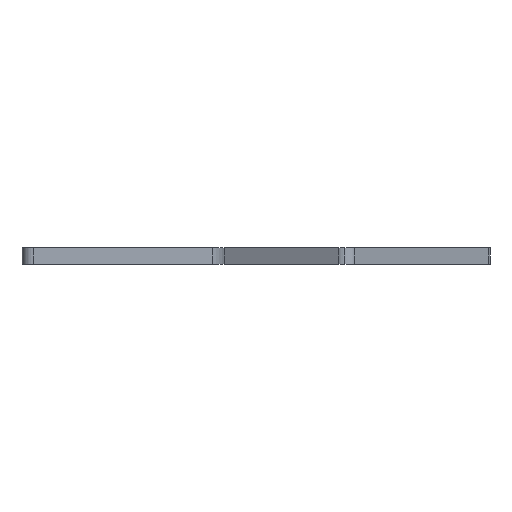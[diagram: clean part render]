
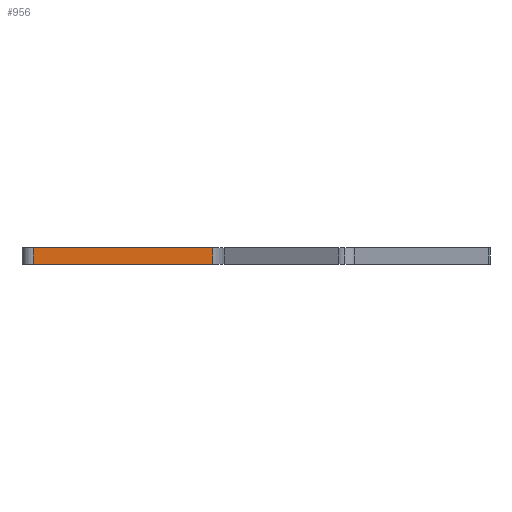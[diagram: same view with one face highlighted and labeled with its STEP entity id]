
A CAD part, left-side view. The second image highlights one B-rep face of the part: STEP entity #956.
In plain terms, the highlighted planar face has unit normal (-1, 0, 0).
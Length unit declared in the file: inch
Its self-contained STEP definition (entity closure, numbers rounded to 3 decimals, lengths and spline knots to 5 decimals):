
#64 = CARTESIAN_POINT ( 'NONE',  ( -1.5, 12.03534, 0.84 ) ) ;
#67 = VECTOR ( 'NONE', #1081, 39.37008 ) ;
#75 = ORIENTED_EDGE ( 'NONE', *, *, #522, .F. ) ;
#123 = LINE ( 'NONE', #318, #840 ) ;
#193 = DIRECTION ( 'NONE',  ( 1., 0., 0. ) ) ;
#243 = CARTESIAN_POINT ( 'NONE',  ( -1.5, 13.02849, 0.84 ) ) ;
#265 = ORIENTED_EDGE ( 'NONE', *, *, #1012, .T. ) ;
#313 = DIRECTION ( 'NONE',  ( 0., 0., -1. ) ) ;
#318 = CARTESIAN_POINT ( 'NONE',  ( -1.5, 13.02849, 0.84 ) ) ;
#402 = ORIENTED_EDGE ( 'NONE', *, *, #567, .T. ) ;
#491 = VERTEX_POINT ( 'NONE', #243 ) ;
#522 = EDGE_CURVE ( 'NONE', #797, #741, #668, .T. ) ;
#566 = CARTESIAN_POINT ( 'NONE',  ( -1.5, 12.03534, 0.84 ) ) ;
#567 = EDGE_CURVE ( 'NONE', #876, #741, #1102, .T. ) ;
#616 = DIRECTION ( 'NONE',  ( 0., -1., 0. ) ) ;
#654 = VECTOR ( 'NONE', #616, 39.37008 ) ;
#668 = LINE ( 'NONE', #979, #990 ) ;
#735 = CARTESIAN_POINT ( 'NONE',  ( -1.5, 12.03534, 0.84 ) ) ;
#741 = VERTEX_POINT ( 'NONE', #851 ) ;
#754 = DIRECTION ( 'NONE',  ( 0., 1., 0. ) ) ;
#771 = EDGE_LOOP ( 'NONE', ( #1158, #265, #402, #75 ) ) ;
#774 = LINE ( 'NONE', #566, #67 ) ;
#797 = VERTEX_POINT ( 'NONE', #64 ) ;
#840 = VECTOR ( 'NONE', #846, 39.37008 ) ;
#846 = DIRECTION ( 'NONE',  ( 0., 0., -1. ) ) ;
#851 = CARTESIAN_POINT ( 'NONE',  ( -1.5, 12.03534, 0.75 ) ) ;
#876 = VERTEX_POINT ( 'NONE', #1036 ) ;
#956 = ADVANCED_FACE ( 'NONE', ( #977 ), #1044, .F. ) ;
#977 = FACE_OUTER_BOUND ( 'NONE', #771, .T. ) ;
#979 = CARTESIAN_POINT ( 'NONE',  ( -1.5, 12.03534, 0.84 ) ) ;
#990 = VECTOR ( 'NONE', #313, 39.37008 ) ;
#1012 = EDGE_CURVE ( 'NONE', #491, #876, #123, .T. ) ;
#1032 = AXIS2_PLACEMENT_3D ( 'NONE', #735, #193, #754 ) ;
#1036 = CARTESIAN_POINT ( 'NONE',  ( -1.5, 13.02849, 0.75 ) ) ;
#1041 = CARTESIAN_POINT ( 'NONE',  ( -1.5, 12.03534, 0.75 ) ) ;
#1044 = PLANE ( 'NONE',  #1032 ) ;
#1081 = DIRECTION ( 'NONE',  ( 0., -1., 0. ) ) ;
#1102 = LINE ( 'NONE', #1041, #654 ) ;
#1139 = EDGE_CURVE ( 'NONE', #491, #797, #774, .T. ) ;
#1158 = ORIENTED_EDGE ( 'NONE', *, *, #1139, .F. ) ;
